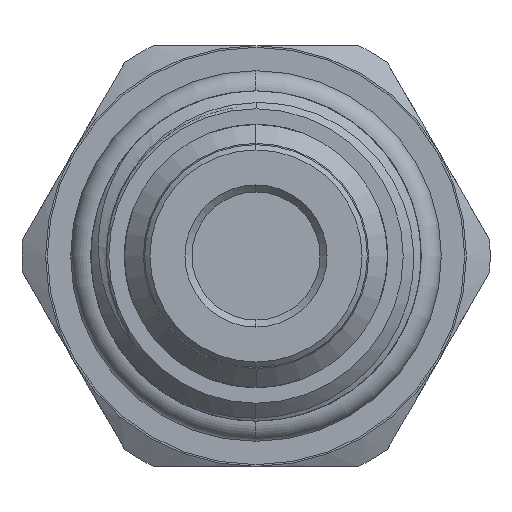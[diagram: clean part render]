
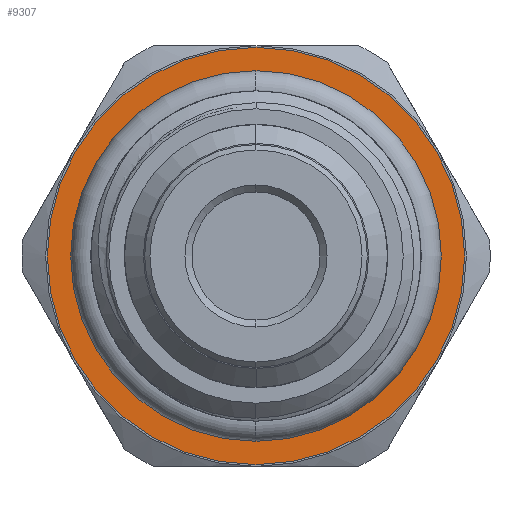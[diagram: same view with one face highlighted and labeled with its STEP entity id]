
A CAD part, left-side view. The second image highlights one B-rep face of the part: STEP entity #9307.
In plain terms, the highlighted planar face has unit normal (-1, 0, 0).
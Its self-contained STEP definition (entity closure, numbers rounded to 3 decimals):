
#106 = DIRECTION ( 'NONE',  ( -1., 0., 0. ) ) ;
#112 = PLANE ( 'NONE',  #5600 ) ;
#114 = CARTESIAN_POINT ( 'NONE',  ( -37.924, -11.9, 0. ) ) ;
#116 = DIRECTION ( 'NONE',  ( 0., 0., -1. ) ) ;
#1870 = FACE_OUTER_BOUND ( 'NONE', #15267, .T. ) ;
#1873 = FACE_BOUND ( 'NONE', #15273, .T. ) ;
#2032 = CIRCLE ( 'NONE', #5828, 8.895 ) ;
#2087 = CIRCLE ( 'NONE', #5861, 8.895 ) ;
#2091 = CIRCLE ( 'NONE', #5864, 11.9 ) ;
#2136 = CIRCLE ( 'NONE', #5879, 11.9 ) ;
#4045 = ORIENTED_EDGE ( 'NONE', *, *, #5882, .T. ) ;
#5078 = ORIENTED_EDGE ( 'NONE', *, *, #5783, .T. ) ;
#5600 = AXIS2_PLACEMENT_3D ( 'NONE', #114, #106, #116 ) ;
#5749 = EDGE_CURVE ( 'NONE', #10087, #9967, #2136, .T. ) ;
#5780 = EDGE_CURVE ( 'NONE', #9967, #10087, #2091, .T. ) ;
#5783 = EDGE_CURVE ( 'NONE', #10088, #10138, #2087, .T. ) ;
#5828 = AXIS2_PLACEMENT_3D ( 'NONE', #11805, #11806, #11807 ) ;
#5861 = AXIS2_PLACEMENT_3D ( 'NONE', #11566, #11567, #11568 ) ;
#5864 = AXIS2_PLACEMENT_3D ( 'NONE', #11549, #11550, #11551 ) ;
#5879 = AXIS2_PLACEMENT_3D ( 'NONE', #11468, #11469, #11470 ) ;
#5882 = EDGE_CURVE ( 'NONE', #10138, #10088, #2032, .T. ) ;
#8656 = CARTESIAN_POINT ( 'NONE',  ( -37.924, 0., 11.9 ) ) ;
#8684 = CARTESIAN_POINT ( 'NONE',  ( -37.924, 0., -11.9 ) ) ;
#8686 = CARTESIAN_POINT ( 'NONE',  ( -37.924, 0., 8.895 ) ) ;
#8786 = CARTESIAN_POINT ( 'NONE',  ( -37.924, 0., -8.895 ) ) ;
#9307 = ADVANCED_FACE ( 'NONE', ( #1873, #1870 ), #112, .T. ) ;
#9785 = ORIENTED_EDGE ( 'NONE', *, *, #5780, .T. ) ;
#9967 = VERTEX_POINT ( 'NONE', #8656 ) ;
#10087 = VERTEX_POINT ( 'NONE', #8684 ) ;
#10088 = VERTEX_POINT ( 'NONE', #8686 ) ;
#10138 = VERTEX_POINT ( 'NONE', #8786 ) ;
#11468 = CARTESIAN_POINT ( 'NONE',  ( -37.924, 0., 0. ) ) ;
#11469 = DIRECTION ( 'NONE',  ( -1., 0., 0. ) ) ;
#11470 = DIRECTION ( 'NONE',  ( 0., 0., -1. ) ) ;
#11549 = CARTESIAN_POINT ( 'NONE',  ( -37.924, 0., 0. ) ) ;
#11550 = DIRECTION ( 'NONE',  ( -1., 0., 0. ) ) ;
#11551 = DIRECTION ( 'NONE',  ( 0., 0., -1. ) ) ;
#11566 = CARTESIAN_POINT ( 'NONE',  ( -37.924, 0., 0. ) ) ;
#11567 = DIRECTION ( 'NONE',  ( 1., 0., 0. ) ) ;
#11568 = DIRECTION ( 'NONE',  ( 0., 0., -1. ) ) ;
#11805 = CARTESIAN_POINT ( 'NONE',  ( -37.924, 0., 0. ) ) ;
#11806 = DIRECTION ( 'NONE',  ( 1., 0., 0. ) ) ;
#11807 = DIRECTION ( 'NONE',  ( 0., 0., -1. ) ) ;
#15160 = ORIENTED_EDGE ( 'NONE', *, *, #5749, .T. ) ;
#15267 = EDGE_LOOP ( 'NONE', ( #15160, #9785 ) ) ;
#15273 = EDGE_LOOP ( 'NONE', ( #4045, #5078 ) ) ;
